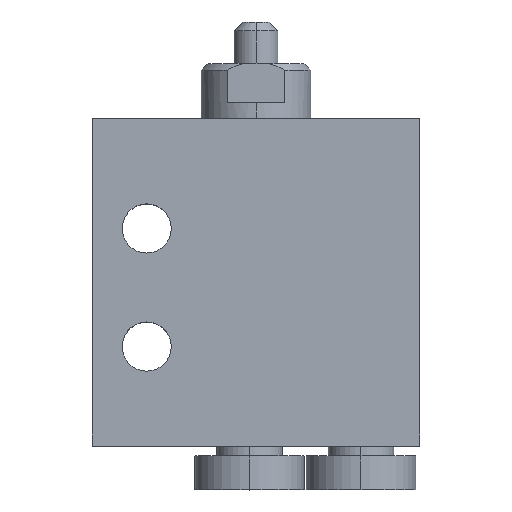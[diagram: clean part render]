
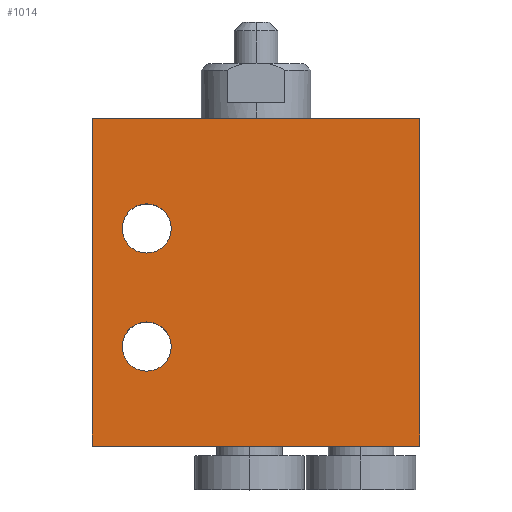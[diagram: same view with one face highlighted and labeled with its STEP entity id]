
A CAD part, top view. The second image highlights one B-rep face of the part: STEP entity #1014.
In plain terms, the highlighted planar face has unit normal (0, 0, 1).
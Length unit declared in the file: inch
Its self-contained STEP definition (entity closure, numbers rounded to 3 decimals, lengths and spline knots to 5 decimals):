
#17 = AXIS2_PLACEMENT_3D ( 'NONE', #1813, #1288, #548 ) ;
#80 = VERTEX_POINT ( 'NONE', #1652 ) ;
#91 = AXIS2_PLACEMENT_3D ( 'NONE', #1664, #923, #1290 ) ;
#107 = EDGE_CURVE ( 'NONE', #80, #1667, #1563, .T. ) ;
#138 = PLANE ( 'NONE',  #17 ) ;
#156 = VECTOR ( 'NONE', #2159, 39.37008 ) ;
#223 = CIRCLE ( 'NONE', #444, 0.08858 ) ;
#239 = CARTESIAN_POINT ( 'NONE',  ( -0.59055, -1.1811, 0.29528 ) ) ;
#241 = CARTESIAN_POINT ( 'NONE',  ( -0.30512, -0.39764, 0.29528 ) ) ;
#278 = LINE ( 'NONE', #2392, #156 ) ;
#279 = EDGE_CURVE ( 'NONE', #2364, #2031, #2136, .T. ) ;
#340 = ORIENTED_EDGE ( 'NONE', *, *, #2055, .T. ) ;
#402 = ORIENTED_EDGE ( 'NONE', *, *, #1147, .T. ) ;
#444 = AXIS2_PLACEMENT_3D ( 'NONE', #1570, #1196, #1750 ) ;
#453 = DIRECTION ( 'NONE',  ( 0., -1., 0. ) ) ;
#495 = VECTOR ( 'NONE', #955, 39.37008 ) ;
#526 = CARTESIAN_POINT ( 'NONE',  ( -0.3937, -0.39764, 0.29528 ) ) ;
#548 = DIRECTION ( 'NONE',  ( 1., 0., 0. ) ) ;
#586 = CARTESIAN_POINT ( 'NONE',  ( 0.59055, 0., 0.29528 ) ) ;
#711 = DIRECTION ( 'NONE',  ( 0., 0., -1. ) ) ;
#921 = AXIS2_PLACEMENT_3D ( 'NONE', #997, #1364, #2119 ) ;
#923 = DIRECTION ( 'NONE',  ( 0., 0., -1. ) ) ;
#942 = EDGE_CURVE ( 'NONE', #1957, #1791, #278, .T. ) ;
#955 = DIRECTION ( 'NONE',  ( -1., 0., 0. ) ) ;
#973 = ORIENTED_EDGE ( 'NONE', *, *, #107, .T. ) ;
#997 = CARTESIAN_POINT ( 'NONE',  ( -0.3937, -0.39764, 0.29528 ) ) ;
#1007 = FACE_BOUND ( 'NONE', #1708, .T. ) ;
#1014 = ADVANCED_FACE ( 'NONE', ( #2407, #1007, #1977 ), #138, .T. ) ;
#1073 = ORIENTED_EDGE ( 'NONE', *, *, #279, .T. ) ;
#1104 = EDGE_LOOP ( 'NONE', ( #340, #1073, #2406, #1110 ) ) ;
#1110 = ORIENTED_EDGE ( 'NONE', *, *, #942, .T. ) ;
#1143 = CARTESIAN_POINT ( 'NONE',  ( 0., 0., 0.29528 ) ) ;
#1147 = EDGE_CURVE ( 'NONE', #2130, #1165, #1221, .T. ) ;
#1165 = VERTEX_POINT ( 'NONE', #1629 ) ;
#1196 = DIRECTION ( 'NONE',  ( 0., 0., -1. ) ) ;
#1221 = CIRCLE ( 'NONE', #1372, 0.08858 ) ;
#1234 = CARTESIAN_POINT ( 'NONE',  ( 0.59055, -1.1811, 0.29528 ) ) ;
#1247 = CARTESIAN_POINT ( 'NONE',  ( 0.59055, 0., 0.29528 ) ) ;
#1288 = DIRECTION ( 'NONE',  ( 0., 0., 1. ) ) ;
#1290 = DIRECTION ( 'NONE',  ( 1., 0., 0. ) ) ;
#1349 = ORIENTED_EDGE ( 'NONE', *, *, #1544, .T. ) ;
#1364 = DIRECTION ( 'NONE',  ( 0., 0., -1. ) ) ;
#1372 = AXIS2_PLACEMENT_3D ( 'NONE', #526, #711, #1449 ) ;
#1416 = VECTOR ( 'NONE', #1890, 39.37008 ) ;
#1449 = DIRECTION ( 'NONE',  ( 1., 0., 0. ) ) ;
#1461 = EDGE_CURVE ( 'NONE', #2031, #1957, #2217, .T. ) ;
#1540 = LINE ( 'NONE', #586, #1416 ) ;
#1544 = EDGE_CURVE ( 'NONE', #1165, #2130, #1734, .T. ) ;
#1563 = CIRCLE ( 'NONE', #91, 0.08858 ) ;
#1570 = CARTESIAN_POINT ( 'NONE',  ( -0.3937, -0.82283, 0.29528 ) ) ;
#1629 = CARTESIAN_POINT ( 'NONE',  ( -0.48228, -0.39764, 0.29528 ) ) ;
#1635 = ORIENTED_EDGE ( 'NONE', *, *, #2233, .T. ) ;
#1652 = CARTESIAN_POINT ( 'NONE',  ( -0.48228, -0.82283, 0.29528 ) ) ;
#1664 = CARTESIAN_POINT ( 'NONE',  ( -0.3937, -0.82283, 0.29528 ) ) ;
#1667 = VERTEX_POINT ( 'NONE', #2111 ) ;
#1708 = EDGE_LOOP ( 'NONE', ( #402, #1349 ) ) ;
#1734 = CIRCLE ( 'NONE', #921, 0.08858 ) ;
#1750 = DIRECTION ( 'NONE',  ( 1., 0., 0. ) ) ;
#1791 = VERTEX_POINT ( 'NONE', #1234 ) ;
#1813 = CARTESIAN_POINT ( 'NONE',  ( 0., 0., 0.29528 ) ) ;
#1888 = VECTOR ( 'NONE', #453, 39.37008 ) ;
#1890 = DIRECTION ( 'NONE',  ( 0., 1., 0. ) ) ;
#1957 = VERTEX_POINT ( 'NONE', #239 ) ;
#1977 = FACE_BOUND ( 'NONE', #2088, .T. ) ;
#2031 = VERTEX_POINT ( 'NONE', #2281 ) ;
#2055 = EDGE_CURVE ( 'NONE', #1791, #2364, #1540, .T. ) ;
#2088 = EDGE_LOOP ( 'NONE', ( #1635, #973 ) ) ;
#2091 = CARTESIAN_POINT ( 'NONE',  ( -0.59055, 0., 0.29528 ) ) ;
#2111 = CARTESIAN_POINT ( 'NONE',  ( -0.30512, -0.82283, 0.29528 ) ) ;
#2119 = DIRECTION ( 'NONE',  ( 1., 0., 0. ) ) ;
#2130 = VERTEX_POINT ( 'NONE', #241 ) ;
#2136 = LINE ( 'NONE', #1143, #495 ) ;
#2159 = DIRECTION ( 'NONE',  ( 1., 0., 0. ) ) ;
#2217 = LINE ( 'NONE', #2091, #1888 ) ;
#2233 = EDGE_CURVE ( 'NONE', #1667, #80, #223, .T. ) ;
#2281 = CARTESIAN_POINT ( 'NONE',  ( -0.59055, 0., 0.29528 ) ) ;
#2364 = VERTEX_POINT ( 'NONE', #1247 ) ;
#2392 = CARTESIAN_POINT ( 'NONE',  ( 0., -1.1811, 0.29528 ) ) ;
#2406 = ORIENTED_EDGE ( 'NONE', *, *, #1461, .T. ) ;
#2407 = FACE_OUTER_BOUND ( 'NONE', #1104, .T. ) ;
